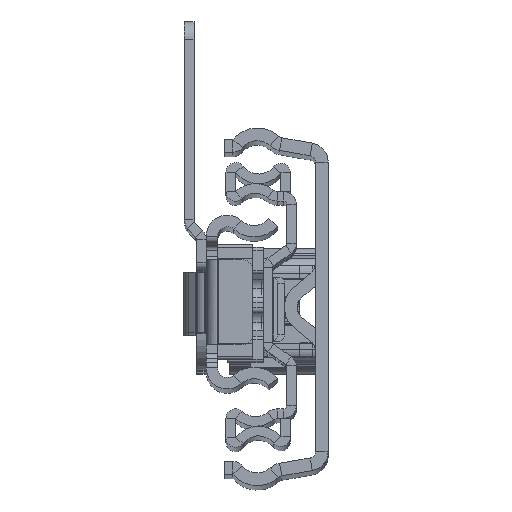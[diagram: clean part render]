
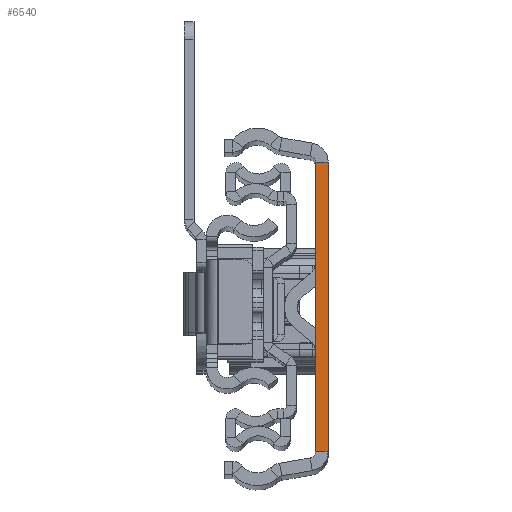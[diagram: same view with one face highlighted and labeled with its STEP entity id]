
A CAD part, top view. The second image highlights one B-rep face of the part: STEP entity #6540.
In plain terms, the highlighted planar face has unit normal (0, 0, 1).
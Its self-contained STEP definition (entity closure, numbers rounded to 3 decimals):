
#1162 = ORIENTED_EDGE ( 'NONE', *, *, #13087, .F. ) ;
#1344 = AXIS2_PLACEMENT_3D ( 'NONE', #14465, #12433, #19481 ) ;
#1924 = VERTEX_POINT ( 'NONE', #25002 ) ;
#2098 = DIRECTION ( 'NONE',  ( 0., 1., 0. ) ) ;
#2370 = LINE ( 'NONE', #10733, #26128 ) ;
#3764 = CARTESIAN_POINT ( 'NONE',  ( 2., -22.677, 0. ) ) ;
#5071 = EDGE_LOOP ( 'NONE', ( #7586, #1162, #14566, #14757 ) ) ;
#6146 = PLANE ( 'NONE',  #1344 ) ;
#6540 = ADVANCED_FACE ( 'NONE', ( #14719 ), #6146, .F. ) ;
#6896 = VERTEX_POINT ( 'NONE', #14306 ) ;
#7586 = ORIENTED_EDGE ( 'NONE', *, *, #19630, .F. ) ;
#9558 = CARTESIAN_POINT ( 'NONE',  ( 2., 22.677, 0. ) ) ;
#9667 = DIRECTION ( 'NONE',  ( 0., 1., 0. ) ) ;
#9973 = LINE ( 'NONE', #9558, #16191 ) ;
#10733 = CARTESIAN_POINT ( 'NONE',  ( 2., -22.677, 0. ) ) ;
#11936 = VERTEX_POINT ( 'NONE', #17686 ) ;
#12433 = DIRECTION ( 'NONE',  ( 0., 0., -1. ) ) ;
#12921 = DIRECTION ( 'NONE',  ( 1., 0., 0. ) ) ;
#12994 = EDGE_CURVE ( 'NONE', #11936, #6896, #14302, .T. ) ;
#13079 = VERTEX_POINT ( 'NONE', #14172 ) ;
#13087 = EDGE_CURVE ( 'NONE', #1924, #13079, #14943, .T. ) ;
#14172 = CARTESIAN_POINT ( 'NONE',  ( 0., 22.677, 0. ) ) ;
#14302 = LINE ( 'NONE', #3764, #21485 ) ;
#14306 = CARTESIAN_POINT ( 'NONE',  ( 2., 22.677, 0. ) ) ;
#14465 = CARTESIAN_POINT ( 'NONE',  ( 2., -22.677, 0. ) ) ;
#14547 = VECTOR ( 'NONE', #2098, 1000. ) ;
#14566 = ORIENTED_EDGE ( 'NONE', *, *, #17809, .T. ) ;
#14719 = FACE_OUTER_BOUND ( 'NONE', #5071, .T. ) ;
#14757 = ORIENTED_EDGE ( 'NONE', *, *, #12994, .T. ) ;
#14943 = LINE ( 'NONE', #20941, #14547 ) ;
#16191 = VECTOR ( 'NONE', #17871, 1000. ) ;
#17686 = CARTESIAN_POINT ( 'NONE',  ( 2., -22.677, 0. ) ) ;
#17809 = EDGE_CURVE ( 'NONE', #1924, #11936, #2370, .T. ) ;
#17871 = DIRECTION ( 'NONE',  ( 1., 0., 0. ) ) ;
#19481 = DIRECTION ( 'NONE',  ( 0., 1., 0. ) ) ;
#19630 = EDGE_CURVE ( 'NONE', #13079, #6896, #9973, .T. ) ;
#20941 = CARTESIAN_POINT ( 'NONE',  ( 0., -22.677, 0. ) ) ;
#21485 = VECTOR ( 'NONE', #9667, 1000. ) ;
#25002 = CARTESIAN_POINT ( 'NONE',  ( 0., -22.677, 0. ) ) ;
#26128 = VECTOR ( 'NONE', #12921, 1000. ) ;
